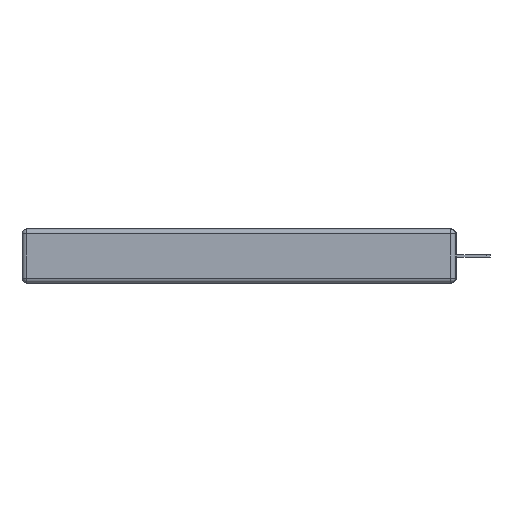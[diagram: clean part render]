
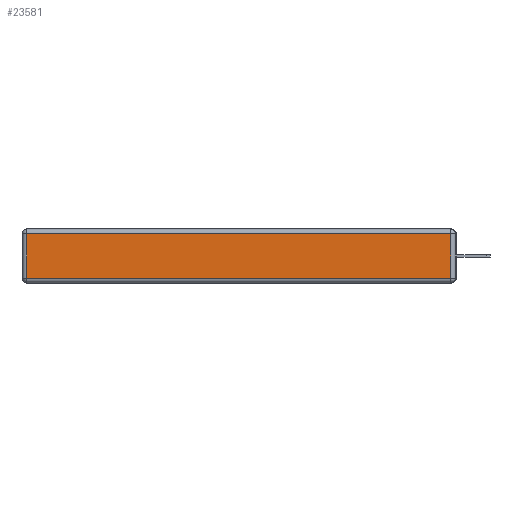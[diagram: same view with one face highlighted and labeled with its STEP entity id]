
A CAD part, left-side view. The second image highlights one B-rep face of the part: STEP entity #23581.
In plain terms, the highlighted planar face has unit normal (-1, 0, 0).
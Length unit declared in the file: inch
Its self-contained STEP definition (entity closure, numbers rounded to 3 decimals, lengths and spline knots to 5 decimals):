
#1231 = CARTESIAN_POINT ( 'NONE',  ( 0., 0.03, -0.343 ) ) ;
#1332 = VERTEX_POINT ( 'NONE', #9432 ) ;
#1610 = LINE ( 'NONE', #18144, #21639 ) ;
#2203 = LINE ( 'NONE', #1231, #17913 ) ;
#2266 = EDGE_CURVE ( 'NONE', #15221, #1332, #6326, .T. ) ;
#2286 = VECTOR ( 'NONE', #6197, 39.37008 ) ;
#3277 = CARTESIAN_POINT ( 'NONE',  ( 0., 2.72, -0.03 ) ) ;
#3373 = VERTEX_POINT ( 'NONE', #16245 ) ;
#3448 = PLANE ( 'NONE',  #16837 ) ;
#4121 = EDGE_CURVE ( 'NONE', #3373, #15221, #4683, .T. ) ;
#4367 = ORIENTED_EDGE ( 'NONE', *, *, #8886, .T. ) ;
#4683 = LINE ( 'NONE', #5229, #5511 ) ;
#5229 = CARTESIAN_POINT ( 'NONE',  ( 0., 2.75, -0.03 ) ) ;
#5400 = DIRECTION ( 'NONE',  ( 0., 0., 1. ) ) ;
#5511 = VECTOR ( 'NONE', #12710, 39.37008 ) ;
#5897 = EDGE_CURVE ( 'NONE', #21761, #3373, #2203, .T. ) ;
#6197 = DIRECTION ( 'NONE',  ( 0., 0., -1. ) ) ;
#6326 = LINE ( 'NONE', #17820, #2286 ) ;
#7646 = ORIENTED_EDGE ( 'NONE', *, *, #5897, .T. ) ;
#8846 = DIRECTION ( 'NONE',  ( 0., -1., 0. ) ) ;
#8886 = EDGE_CURVE ( 'NONE', #1332, #21761, #1610, .T. ) ;
#9432 = CARTESIAN_POINT ( 'NONE',  ( 0., 2.72, -0.313 ) ) ;
#10718 = CARTESIAN_POINT ( 'NONE',  ( 0., 0.03, -0.313 ) ) ;
#11935 = EDGE_LOOP ( 'NONE', ( #4367, #7646, #17210, #14110 ) ) ;
#12710 = DIRECTION ( 'NONE',  ( 0., 1., 0. ) ) ;
#14110 = ORIENTED_EDGE ( 'NONE', *, *, #2266, .T. ) ;
#15079 = CARTESIAN_POINT ( 'NONE',  ( 0., 0., -0.343 ) ) ;
#15221 = VERTEX_POINT ( 'NONE', #3277 ) ;
#16245 = CARTESIAN_POINT ( 'NONE',  ( 0., 0.03, -0.03 ) ) ;
#16837 = AXIS2_PLACEMENT_3D ( 'NONE', #15079, #22192, #5400 ) ;
#17210 = ORIENTED_EDGE ( 'NONE', *, *, #4121, .T. ) ;
#17820 = CARTESIAN_POINT ( 'NONE',  ( 0., 2.72, -0.343 ) ) ;
#17913 = VECTOR ( 'NONE', #23171, 39.37008 ) ;
#18144 = CARTESIAN_POINT ( 'NONE',  ( 0., 0., -0.313 ) ) ;
#20213 = FACE_OUTER_BOUND ( 'NONE', #11935, .T. ) ;
#21639 = VECTOR ( 'NONE', #8846, 39.37008 ) ;
#21761 = VERTEX_POINT ( 'NONE', #10718 ) ;
#22192 = DIRECTION ( 'NONE',  ( -1., 0., 0. ) ) ;
#23171 = DIRECTION ( 'NONE',  ( 0., 0., 1. ) ) ;
#23581 = ADVANCED_FACE ( 'NONE', ( #20213 ), #3448, .T. ) ;
